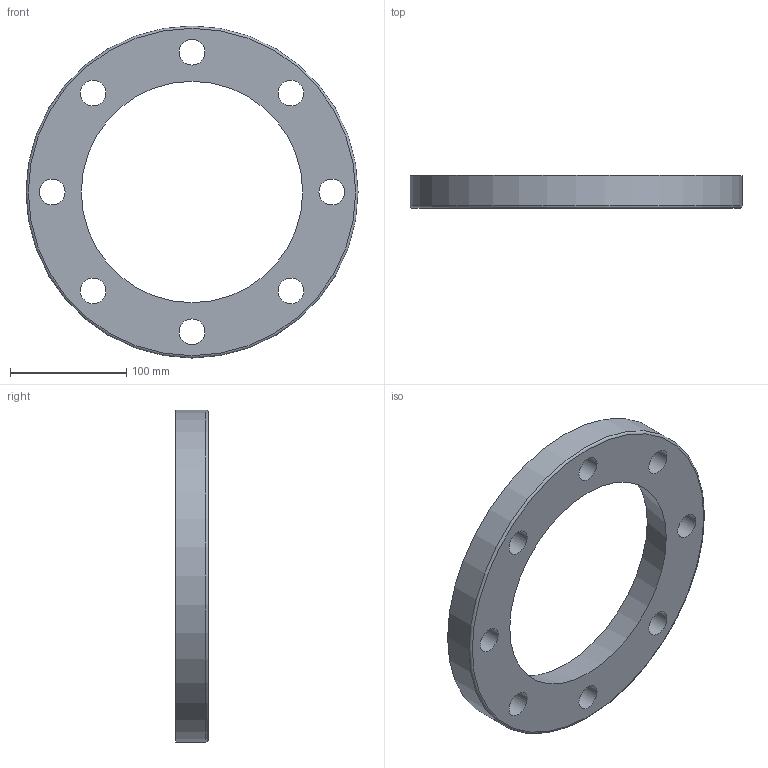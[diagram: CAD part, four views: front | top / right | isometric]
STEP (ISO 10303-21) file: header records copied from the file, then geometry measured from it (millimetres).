
FILE_DESCRIPTION(/* description */ (''),/* implementation_level */ '2;1');
FILE_NAME(/* name */ 'BR001600.stp',/* time_stamp */ '2016-10-25T15:29:37+02:00',/* author */ ('Gabriele'),/* organization */ (''),/* preprocessor_version */ 'ST-DEVELOPER v16.5',/* originating_system */ 'Autodesk Inventor 2017',/* authorisation */ '');
FILE_SCHEMA (('AUTOMOTIVE_DESIGN { 1 0 10303 214 3 1 1 }'));
Length unit declared in the file: millimetre
Products named in the file (1): BR001600
Bounding box: 285 x 28 x 285 mm (x, y, z)
Volume: 758981.5 mm3; surface area: 141728.9 mm2
Topology: 1 solids, 1 shells, 797 faces, 1688 edges, 925 vertices
Faces by surface type: cylinder 297, torus 273, sphere 128, plane 66, bspline 32, cone 1
Full cylindrical faces by diameter (mm): 22 x8, 285 x1
Entity records: 22654 total; most frequent: CARTESIAN_POINT 5090, DIRECTION 4294, ORIENTED_EDGE 3338, AXIS2_PLACEMENT_3D 1955, EDGE_CURVE 1669, CIRCLE 1189, VERTEX_POINT 917, EDGE_LOOP 858
